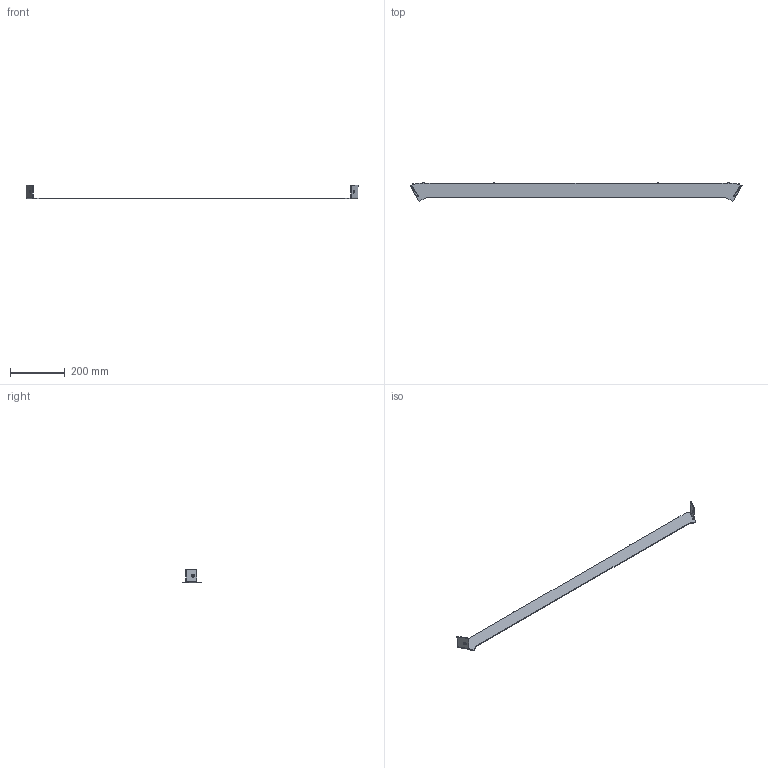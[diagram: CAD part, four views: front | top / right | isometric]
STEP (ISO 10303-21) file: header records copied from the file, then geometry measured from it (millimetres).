
FILE_DESCRIPTION (( 'STEP AP203' ), '1' );
FILE_NAME ('CV03-C-07_REV_A.step', '2025-08-17T05:09:55', ( '' ), ( '' ), 'SwSTEP 2.0', 'SolidWorks 2024', '' );
FILE_SCHEMA (( 'CONFIG_CONTROL_DESIGN' ));
Length unit declared in the file: millimetre
Products named in the file (1): CV03-C-07_REV_A
Bounding box: 1213.02 x 68.45 x 50.5 mm (x, y, z)
Volume: 201692 mm3; surface area: 142890.1 mm2
Topology: 1 solids, 1 shells, 91 faces, 251 edges, 162 vertices
Faces by surface type: plane 60, cylinder 31
Entity records: 2964 total; most frequent: CARTESIAN_POINT 505, ORIENTED_EDGE 502, DIRECTION 497, EDGE_CURVE 251, VECTOR 189, LINE 189, VERTEX_POINT 162, AXIS2_PLACEMENT_3D 154
